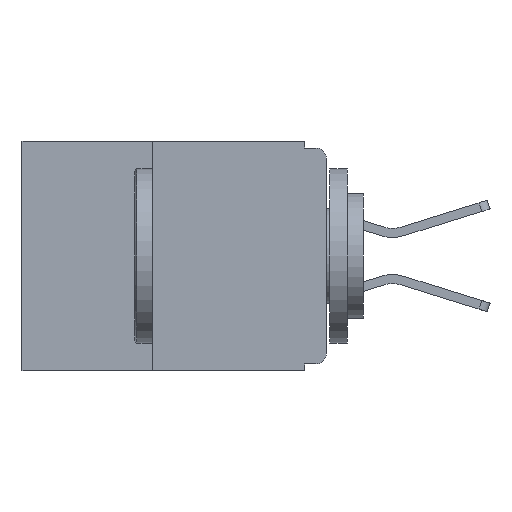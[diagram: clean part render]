
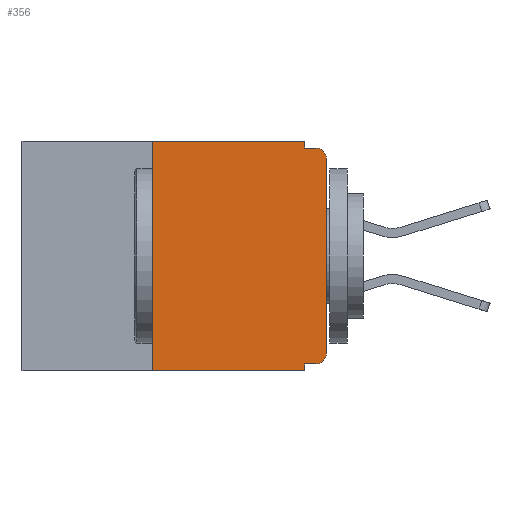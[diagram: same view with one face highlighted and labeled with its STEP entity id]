
A CAD part, left-side view. The second image highlights one B-rep face of the part: STEP entity #356.
In plain terms, the highlighted planar face has unit normal (-1, 0, 0).
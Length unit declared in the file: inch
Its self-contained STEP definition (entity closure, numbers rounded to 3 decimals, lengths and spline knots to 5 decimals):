
#341 = ORIENTED_EDGE ( 'NONE', *, *, #2478, .F. ) ;
#356 = ADVANCED_FACE ( 'NONE', ( #962 ), #14835, .F. ) ;
#709 = ORIENTED_EDGE ( 'NONE', *, *, #13642, .T. ) ;
#921 = ORIENTED_EDGE ( 'NONE', *, *, #6521, .T. ) ;
#962 = FACE_OUTER_BOUND ( 'NONE', #4802, .T. ) ;
#1378 = VERTEX_POINT ( 'NONE', #7410 ) ;
#1592 = CARTESIAN_POINT ( 'NONE',  ( 0., 0., -0.01 ) ) ;
#2015 = CARTESIAN_POINT ( 'NONE',  ( 0., 0.031, -0.33 ) ) ;
#2478 = EDGE_CURVE ( 'NONE', #7969, #15174, #6624, .T. ) ;
#2559 = LINE ( 'NONE', #4458, #11685 ) ;
#2599 = ORIENTED_EDGE ( 'NONE', *, *, #7873, .F. ) ;
#2743 = VERTEX_POINT ( 'NONE', #14263 ) ;
#2820 = VERTEX_POINT ( 'NONE', #9770 ) ;
#3132 = CARTESIAN_POINT ( 'NONE',  ( 0., 0.015, -0.025 ) ) ;
#3777 = CARTESIAN_POINT ( 'NONE',  ( 0., 0., -0.305 ) ) ;
#3783 = VECTOR ( 'NONE', #13091, 39.37008 ) ;
#3823 = EDGE_CURVE ( 'NONE', #13296, #7969, #13606, .T. ) ;
#4341 = DIRECTION ( 'NONE',  ( 0., 0., -1. ) ) ;
#4458 = CARTESIAN_POINT ( 'NONE',  ( 0., 0., 0. ) ) ;
#4708 = CARTESIAN_POINT ( 'NONE',  ( 0., 0.031, -0.32 ) ) ;
#4802 = EDGE_LOOP ( 'NONE', ( #15400, #709, #7842, #8215, #2599, #6152, #10428, #341, #11370, #921 ) ) ;
#5071 = DIRECTION ( 'NONE',  ( 0., 0., -1. ) ) ;
#5444 = CARTESIAN_POINT ( 'NONE',  ( 0., 0.437, -0.33 ) ) ;
#5695 = EDGE_CURVE ( 'NONE', #2743, #15174, #12453, .T. ) ;
#5741 = CARTESIAN_POINT ( 'NONE',  ( 0., 0.031, 0. ) ) ;
#5805 = LINE ( 'NONE', #5741, #15255 ) ;
#5947 = VECTOR ( 'NONE', #8749, 39.37008 ) ;
#6051 = VERTEX_POINT ( 'NONE', #6249 ) ;
#6114 = VECTOR ( 'NONE', #15373, 39.37008 ) ;
#6152 = ORIENTED_EDGE ( 'NONE', *, *, #7283, .F. ) ;
#6217 = DIRECTION ( 'NONE',  ( 0., -1., 0. ) ) ;
#6249 = CARTESIAN_POINT ( 'NONE',  ( 0., 0., -0.025 ) ) ;
#6521 = EDGE_CURVE ( 'NONE', #13296, #9258, #10013, .T. ) ;
#6624 = LINE ( 'NONE', #2015, #15318 ) ;
#6838 = AXIS2_PLACEMENT_3D ( 'NONE', #3132, #11443, #4341 ) ;
#7045 = DIRECTION ( 'NONE',  ( 0., 0., -1. ) ) ;
#7073 = DIRECTION ( 'NONE',  ( -1., 0., 0. ) ) ;
#7103 = CARTESIAN_POINT ( 'NONE',  ( 0., 0.25, -0.33 ) ) ;
#7120 = CARTESIAN_POINT ( 'NONE',  ( 0., 0.015, -0.305 ) ) ;
#7143 = CARTESIAN_POINT ( 'NONE',  ( 0., 0.015, -0.32 ) ) ;
#7283 = EDGE_CURVE ( 'NONE', #2743, #12802, #9291, .T. ) ;
#7410 = CARTESIAN_POINT ( 'NONE',  ( 0., 0.015, -0.01 ) ) ;
#7422 = CARTESIAN_POINT ( 'NONE',  ( 0., 0.25, 0. ) ) ;
#7518 = AXIS2_PLACEMENT_3D ( 'NONE', #13690, #10074, #5071 ) ;
#7842 = ORIENTED_EDGE ( 'NONE', *, *, #10681, .F. ) ;
#7873 = EDGE_CURVE ( 'NONE', #12802, #2820, #9038, .T. ) ;
#7969 = VERTEX_POINT ( 'NONE', #4708 ) ;
#8215 = ORIENTED_EDGE ( 'NONE', *, *, #9672, .F. ) ;
#8749 = DIRECTION ( 'NONE',  ( 0., -1., 0. ) ) ;
#9038 = LINE ( 'NONE', #15265, #12178 ) ;
#9258 = VERTEX_POINT ( 'NONE', #3777 ) ;
#9291 = LINE ( 'NONE', #7103, #6114 ) ;
#9672 = EDGE_CURVE ( 'NONE', #2820, #12030, #5805, .T. ) ;
#9770 = CARTESIAN_POINT ( 'NONE',  ( 0., 0.031, 0. ) ) ;
#10013 = CIRCLE ( 'NONE', #13424, 0.015 ) ;
#10074 = DIRECTION ( 'NONE',  ( 1., 0., 0. ) ) ;
#10202 = CARTESIAN_POINT ( 'NONE',  ( 0., 0., -0.32 ) ) ;
#10428 = ORIENTED_EDGE ( 'NONE', *, *, #5695, .T. ) ;
#10681 = EDGE_CURVE ( 'NONE', #12030, #1378, #15392, .T. ) ;
#11370 = ORIENTED_EDGE ( 'NONE', *, *, #3823, .F. ) ;
#11443 = DIRECTION ( 'NONE',  ( -1., 0., 0. ) ) ;
#11557 = DIRECTION ( 'NONE',  ( 0., 0., 1. ) ) ;
#11685 = VECTOR ( 'NONE', #11557, 39.37008 ) ;
#11705 = VECTOR ( 'NONE', #6217, 39.37008 ) ;
#12030 = VERTEX_POINT ( 'NONE', #12588 ) ;
#12083 = CARTESIAN_POINT ( 'NONE',  ( 0., 0.031, -0.33 ) ) ;
#12117 = EDGE_CURVE ( 'NONE', #9258, #6051, #2559, .T. ) ;
#12178 = VECTOR ( 'NONE', #12879, 39.37008 ) ;
#12453 = LINE ( 'NONE', #5444, #11705 ) ;
#12588 = CARTESIAN_POINT ( 'NONE',  ( 0., 0.031, -0.01 ) ) ;
#12802 = VERTEX_POINT ( 'NONE', #7422 ) ;
#12879 = DIRECTION ( 'NONE',  ( 0., -1., 0. ) ) ;
#13064 = DIRECTION ( 'NONE',  ( 0., 0., -1. ) ) ;
#13091 = DIRECTION ( 'NONE',  ( 0., 1., 0. ) ) ;
#13240 = CIRCLE ( 'NONE', #6838, 0.015 ) ;
#13296 = VERTEX_POINT ( 'NONE', #7143 ) ;
#13424 = AXIS2_PLACEMENT_3D ( 'NONE', #7120, #7073, #7045 ) ;
#13606 = LINE ( 'NONE', #10202, #3783 ) ;
#13642 = EDGE_CURVE ( 'NONE', #6051, #1378, #13240, .T. ) ;
#13690 = CARTESIAN_POINT ( 'NONE',  ( 0., 0.437, 0. ) ) ;
#14263 = CARTESIAN_POINT ( 'NONE',  ( 0., 0.25, -0.33 ) ) ;
#14835 = PLANE ( 'NONE',  #7518 ) ;
#15174 = VERTEX_POINT ( 'NONE', #12083 ) ;
#15216 = DIRECTION ( 'NONE',  ( 0., 0., -1. ) ) ;
#15255 = VECTOR ( 'NONE', #15216, 39.37008 ) ;
#15265 = CARTESIAN_POINT ( 'NONE',  ( 0., 0.437, 0. ) ) ;
#15318 = VECTOR ( 'NONE', #13064, 39.37008 ) ;
#15373 = DIRECTION ( 'NONE',  ( 0., 0., 1. ) ) ;
#15392 = LINE ( 'NONE', #1592, #5947 ) ;
#15400 = ORIENTED_EDGE ( 'NONE', *, *, #12117, .T. ) ;
